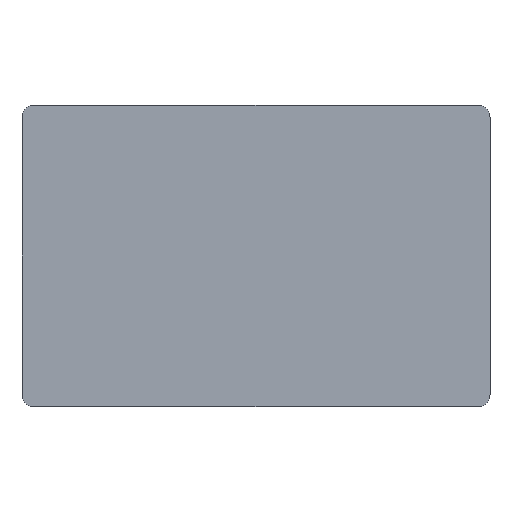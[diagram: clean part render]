
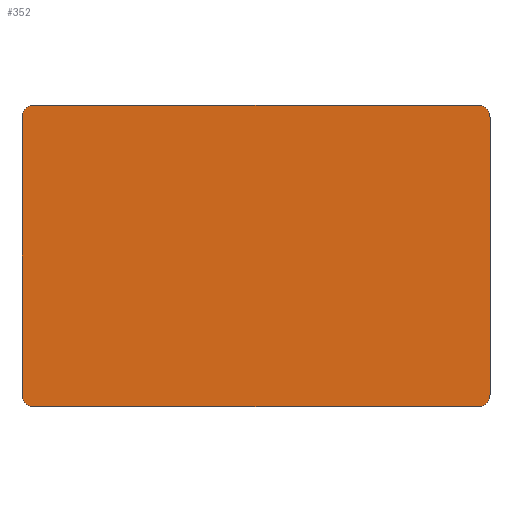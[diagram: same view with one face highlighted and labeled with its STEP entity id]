
A CAD part, front view. The second image highlights one B-rep face of the part: STEP entity #352.
In plain terms, the highlighted planar face has unit normal (0, -1, 0).
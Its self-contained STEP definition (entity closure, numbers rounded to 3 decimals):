
#1=CARTESIAN_POINT('',(35.,0.,-21.875));
#2=DIRECTION('',(0.,-1.,0.));
#3=DIRECTION('',(0.,0.,-1.));
#4=AXIS2_PLACEMENT_3D('',#1,#2,#3);
#6=DIRECTION('',(-1.,0.,0.));
#7=VECTOR('',#6,70.);
#8=CARTESIAN_POINT('',(35.,0.,-23.875));
#9=LINE('',#8,#7);
#10=CARTESIAN_POINT('',(-35.,0.,-21.875));
#11=DIRECTION('',(0.,-1.,0.));
#12=DIRECTION('',(-1.,0.,0.));
#13=AXIS2_PLACEMENT_3D('',#10,#11,#12);
#15=DIRECTION('',(0.,0.,1.));
#16=VECTOR('',#15,43.75);
#17=CARTESIAN_POINT('',(-37.,0.,-21.875));
#18=LINE('',#17,#16);
#19=CARTESIAN_POINT('',(-35.,0.,21.875));
#20=DIRECTION('',(0.,-1.,0.));
#21=DIRECTION('',(0.,0.,1.));
#22=AXIS2_PLACEMENT_3D('',#19,#20,#21);
#24=DIRECTION('',(1.,0.,0.));
#25=VECTOR('',#24,70.);
#26=CARTESIAN_POINT('',(-35.,0.,23.875));
#27=LINE('',#26,#25);
#28=CARTESIAN_POINT('',(35.,0.,21.875));
#29=DIRECTION('',(0.,-1.,0.));
#30=DIRECTION('',(1.,0.,0.));
#31=AXIS2_PLACEMENT_3D('',#28,#29,#30);
#33=DIRECTION('',(0.,0.,-1.));
#34=VECTOR('',#33,43.75);
#35=CARTESIAN_POINT('',(37.,0.,21.875));
#36=LINE('',#35,#34);
#297=CARTESIAN_POINT('',(35.,0.,-23.875));
#298=CARTESIAN_POINT('',(37.,0.,-21.875));
#299=VERTEX_POINT('',#297);
#300=VERTEX_POINT('',#298);
#305=CARTESIAN_POINT('',(37.,0.,21.875));
#306=CARTESIAN_POINT('',(35.,0.,23.875));
#307=VERTEX_POINT('',#305);
#308=VERTEX_POINT('',#306);
#313=CARTESIAN_POINT('',(-35.,0.,23.875));
#314=CARTESIAN_POINT('',(-37.,0.,21.875));
#315=VERTEX_POINT('',#313);
#316=VERTEX_POINT('',#314);
#321=CARTESIAN_POINT('',(-37.,0.,-21.875));
#322=CARTESIAN_POINT('',(-35.,0.,-23.875));
#323=VERTEX_POINT('',#321);
#324=VERTEX_POINT('',#322);
#329=CARTESIAN_POINT('',(0.,0.,0.));
#330=DIRECTION('',(0.,1.,0.));
#331=DIRECTION('',(1.,0.,0.));
#332=AXIS2_PLACEMENT_3D('',#329,#330,#331);
#333=PLANE('',#332);
#335=ORIENTED_EDGE('',*,*,#334,.F.);
#337=ORIENTED_EDGE('',*,*,#336,.T.);
#339=ORIENTED_EDGE('',*,*,#338,.F.);
#341=ORIENTED_EDGE('',*,*,#340,.T.);
#343=ORIENTED_EDGE('',*,*,#342,.F.);
#345=ORIENTED_EDGE('',*,*,#344,.T.);
#347=ORIENTED_EDGE('',*,*,#346,.F.);
#349=ORIENTED_EDGE('',*,*,#348,.T.);
#350=EDGE_LOOP('',(#335,#337,#339,#341,#343,#345,#347,#349));
#351=FACE_OUTER_BOUND('',#350,.F.);
#352=ADVANCED_FACE('',(#351),#333,.F.);
#5=CIRCLE('',#4,2.);
#14=CIRCLE('',#13,2.);
#23=CIRCLE('',#22,2.);
#32=CIRCLE('',#31,2.);
#334=EDGE_CURVE('',#299,#300,#5,.T.);
#336=EDGE_CURVE('',#299,#324,#9,.T.);
#338=EDGE_CURVE('',#323,#324,#14,.T.);
#340=EDGE_CURVE('',#323,#316,#18,.T.);
#342=EDGE_CURVE('',#315,#316,#23,.T.);
#344=EDGE_CURVE('',#315,#308,#27,.T.);
#346=EDGE_CURVE('',#307,#308,#32,.T.);
#348=EDGE_CURVE('',#307,#300,#36,.T.);
